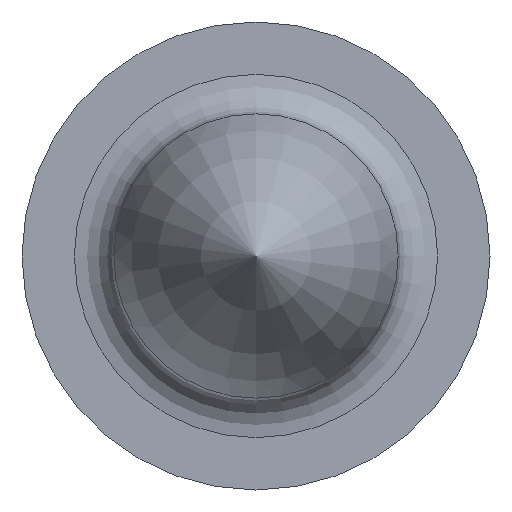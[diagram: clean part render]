
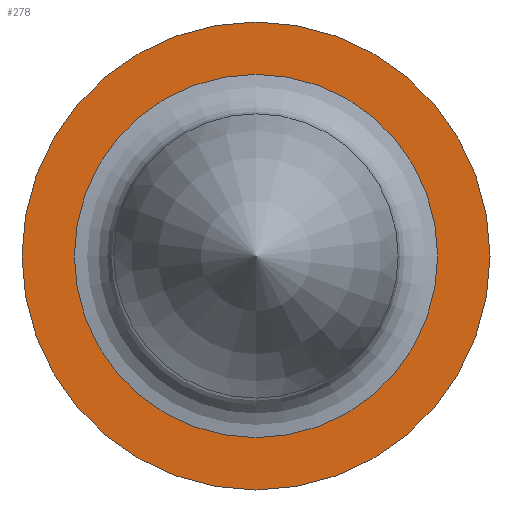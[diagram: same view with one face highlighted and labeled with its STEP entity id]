
A CAD part, front view. The second image highlights one B-rep face of the part: STEP entity #278.
In plain terms, the highlighted planar face has unit normal (0, -1, 0).
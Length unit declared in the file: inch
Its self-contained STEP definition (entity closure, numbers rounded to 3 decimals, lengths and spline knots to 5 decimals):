
#2 = ORIENTED_EDGE ( 'NONE', *, *, #629, .T. ) ;
#19 = CARTESIAN_POINT ( 'NONE',  ( -0.00001, 0.00001, 0. ) ) ;
#35 = CIRCLE ( 'NONE', #109, 0.0092 ) ;
#36 = FACE_OUTER_BOUND ( 'NONE', #129, .T. ) ;
#109 = AXIS2_PLACEMENT_3D ( 'NONE', #343, #426, #131 ) ;
#128 = ORIENTED_EDGE ( 'NONE', *, *, #709, .F. ) ;
#129 = EDGE_LOOP ( 'NONE', ( #2 ) ) ;
#131 = DIRECTION ( 'NONE',  ( 0., 0., -1. ) ) ;
#151 = DIRECTION ( 'NONE',  ( 0., -1., 0. ) ) ;
#158 = VERTEX_POINT ( 'NONE', #479 ) ;
#278 = ADVANCED_FACE ( 'NONE', ( #420, #36 ), #761, .T. ) ;
#283 = CIRCLE ( 'NONE', #552, 0.01185 ) ;
#297 = DIRECTION ( 'NONE',  ( 0., -1., 0. ) ) ;
#312 = EDGE_LOOP ( 'NONE', ( #128 ) ) ;
#343 = CARTESIAN_POINT ( 'NONE',  ( -0.00001, 0.00001, 0. ) ) ;
#420 = FACE_BOUND ( 'NONE', #312, .T. ) ;
#426 = DIRECTION ( 'NONE',  ( 0., -1., 0. ) ) ;
#460 = DIRECTION ( 'NONE',  ( 0., 0., -1. ) ) ;
#475 = CARTESIAN_POINT ( 'NONE',  ( 0.01184, 0.00001, 0. ) ) ;
#479 = CARTESIAN_POINT ( 'NONE',  ( -0.00001, 0.00001, -0.0092 ) ) ;
#541 = AXIS2_PLACEMENT_3D ( 'NONE', #705, #297, #460 ) ;
#552 = AXIS2_PLACEMENT_3D ( 'NONE', #19, #151, #746 ) ;
#629 = EDGE_CURVE ( 'NONE', #664, #664, #283, .T. ) ;
#664 = VERTEX_POINT ( 'NONE', #475 ) ;
#705 = CARTESIAN_POINT ( 'NONE',  ( 0.00919, 0.00001, 0. ) ) ;
#709 = EDGE_CURVE ( 'NONE', #158, #158, #35, .T. ) ;
#746 = DIRECTION ( 'NONE',  ( 1., 0., 0. ) ) ;
#761 = PLANE ( 'NONE',  #541 ) ;
